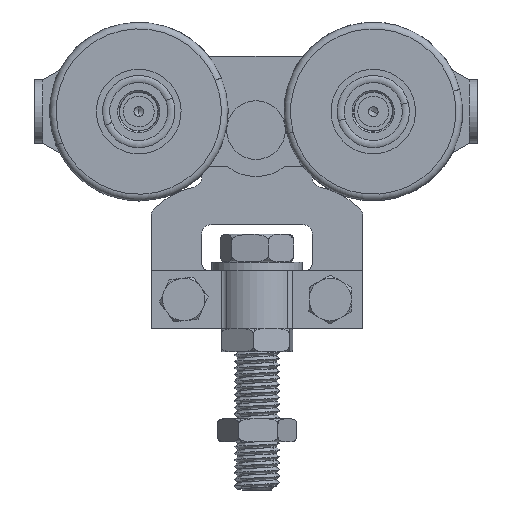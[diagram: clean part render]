
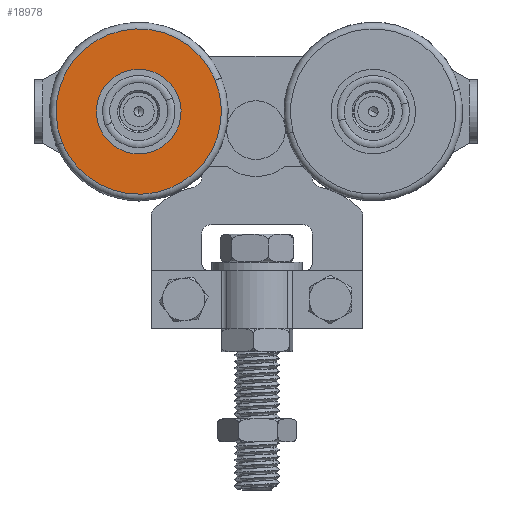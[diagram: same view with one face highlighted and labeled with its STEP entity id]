
A CAD part, front view. The second image highlights one B-rep face of the part: STEP entity #18978.
In plain terms, the highlighted face is planar.
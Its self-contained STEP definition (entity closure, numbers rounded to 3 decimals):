
#18773=CARTESIAN_POINT('',(96.215,183.916,-25.389));
#18774=VERTEX_POINT('',#18773);
#18782=CARTESIAN_POINT('',(96.215,209.305,0.0));
#18783=VERTEX_POINT('',#18782);
#18784=CARTESIAN_POINT('',(96.215,183.916,0.0));
#18785=DIRECTION('',(1.0,0.0,0.0));
#18786=DIRECTION('',(0.0,1.0,0.0));
#18787=AXIS2_PLACEMENT_3D('',#18784,#18785,#18786);
#18788=CIRCLE('',#18787,25.389);
#18789=EDGE_CURVE('',#18774,#18783,#18788,.T.);
#18791=CARTESIAN_POINT('',(96.215,183.916,25.389));
#18792=VERTEX_POINT('',#18791);
#18793=CARTESIAN_POINT('',(96.215,183.916,0.0));
#18794=DIRECTION('',(1.0,0.0,0.0));
#18795=DIRECTION('',(0.0,1.0,0.0));
#18796=AXIS2_PLACEMENT_3D('',#18793,#18794,#18795);
#18797=CIRCLE('',#18796,25.389);
#18798=EDGE_CURVE('',#18783,#18792,#18797,.T.);
#18817=CARTESIAN_POINT('',(96.215,196.916,0.0));
#18818=VERTEX_POINT('',#18817);
#18827=CARTESIAN_POINT('',(96.215,170.916,0.));
#18828=VERTEX_POINT('',#18827);
#18829=CARTESIAN_POINT('',(96.215,183.916,0.0));
#18830=DIRECTION('',(1.0,0.0,0.0));
#18831=DIRECTION('',(0.0,1.0,0.0));
#18832=AXIS2_PLACEMENT_3D('',#18829,#18830,#18831);
#18833=CIRCLE('',#18832,13.);
#18834=EDGE_CURVE('',#18828,#18818,#18833,.T.);
#18948=CARTESIAN_POINT('',(96.215,183.916,0.0));
#18949=DIRECTION('',(1.0,0.0,0.0));
#18950=DIRECTION('',(0.0,1.0,0.0));
#18951=AXIS2_PLACEMENT_3D('',#18948,#18949,#18950);
#18952=CIRCLE('',#18951,13.);
#18953=EDGE_CURVE('',#18818,#18828,#18952,.T.);
#18958=CARTESIAN_POINT('',(96.215,203.111,0.0));
#18959=DIRECTION('',(-1.0,0.0,0.0));
#18960=DIRECTION('',(0.0,0.0,1.0));
#18961=AXIS2_PLACEMENT_3D('',#18958,#18959,#18960);
#18962=PLANE('',#18961);
#18963=ORIENTED_EDGE('',*,*,#18798,.F.);
#18964=ORIENTED_EDGE('',*,*,#18789,.F.);
#18965=CARTESIAN_POINT('',(96.215,183.916,0.0));
#18966=DIRECTION('',(1.0,0.0,0.0));
#18967=DIRECTION('',(0.0,1.0,0.0));
#18968=AXIS2_PLACEMENT_3D('',#18965,#18966,#18967);
#18969=CIRCLE('',#18968,25.389);
#18970=EDGE_CURVE('',#18792,#18774,#18969,.T.);
#18971=ORIENTED_EDGE('',*,*,#18970,.F.);
#18972=EDGE_LOOP('',(#18963,#18964,#18971));
#18973=FACE_OUTER_BOUND('',#18972,.T.);
#18974=ORIENTED_EDGE('',*,*,#18953,.T.);
#18975=ORIENTED_EDGE('',*,*,#18834,.T.);
#18976=EDGE_LOOP('',(#18974,#18975));
#18977=FACE_BOUND('',#18976,.T.);
#18978=ADVANCED_FACE('',(#18973,#18977),#18962,.T.);
